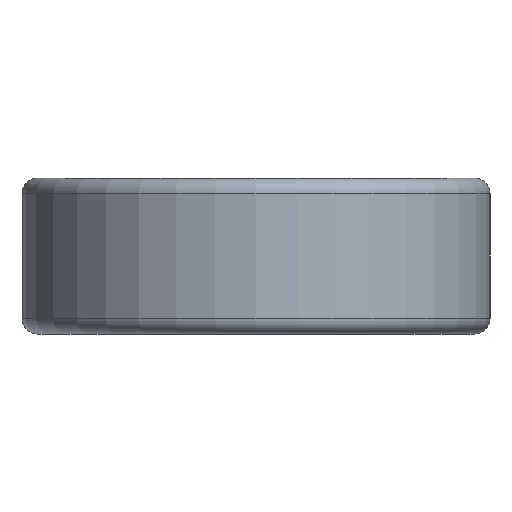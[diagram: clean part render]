
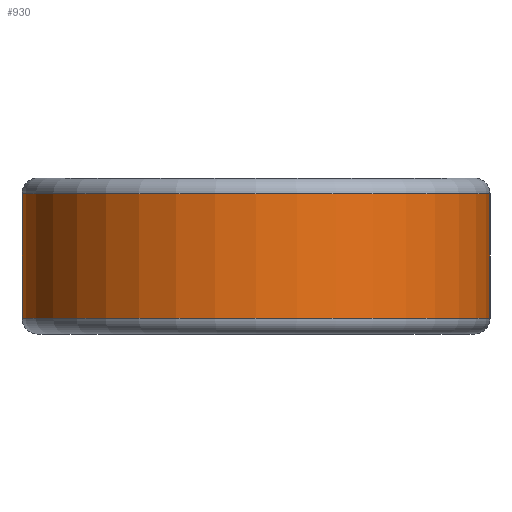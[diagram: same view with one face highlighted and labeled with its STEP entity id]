
A CAD part, front view. The second image highlights one B-rep face of the part: STEP entity #930.
In plain terms, the highlighted cylindrical face has radius 15 mm (diameter 30 mm), a partial arc.
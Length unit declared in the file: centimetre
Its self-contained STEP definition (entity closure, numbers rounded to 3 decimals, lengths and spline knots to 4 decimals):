
#74=LINE('',#1384,#170);
#77=LINE('',#1390,#173);
#170=VECTOR('',#1113,1.);
#173=VECTOR('',#1118,1.);
#264=CYLINDRICAL_SURFACE('',#1005,1.5);
#283=FACE_OUTER_BOUND('',#336,.T.);
#336=EDGE_LOOP('',(#677,#678,#679,#680));
#409=CIRCLE('',#996,1.5);
#414=CIRCLE('',#1006,1.5);
#442=VERTEX_POINT('',#1359);
#445=VERTEX_POINT('',#1364);
#450=VERTEX_POINT('',#1383);
#452=VERTEX_POINT('',#1389);
#528=EDGE_CURVE('',#445,#442,#409,.T.);
#537=EDGE_CURVE('',#442,#450,#74,.T.);
#540=EDGE_CURVE('',#445,#452,#77,.T.);
#541=EDGE_CURVE('',#450,#452,#414,.T.);
#677=ORIENTED_EDGE('',*,*,#528,.F.);
#678=ORIENTED_EDGE('',*,*,#540,.T.);
#679=ORIENTED_EDGE('',*,*,#541,.F.);
#680=ORIENTED_EDGE('',*,*,#537,.F.);
#930=ADVANCED_FACE('',(#283),#264,.T.);
#996=AXIS2_PLACEMENT_3D('',#1366,#1091,#1092);
#1005=AXIS2_PLACEMENT_3D('',#1388,#1116,#1117);
#1006=AXIS2_PLACEMENT_3D('',#1391,#1119,#1120);
#1091=DIRECTION('center_axis',(0.,0.,-1.));
#1092=DIRECTION('ref_axis',(0.,-1.,0.));
#1113=DIRECTION('',(0.,0.,1.));
#1116=DIRECTION('center_axis',(0.,0.,1.));
#1117=DIRECTION('ref_axis',(0.,-1.,0.));
#1118=DIRECTION('',(0.,0.,1.));
#1119=DIRECTION('center_axis',(0.,0.,1.));
#1120=DIRECTION('ref_axis',(0.,-1.,0.));
#1359=CARTESIAN_POINT('',(5.,-1.0562,0.1));
#1364=CARTESIAN_POINT('',(8.,-1.0562,0.1));
#1366=CARTESIAN_POINT('Origin',(6.5,-1.0562,0.1));
#1383=CARTESIAN_POINT('',(5.,-1.0562,0.9));
#1384=CARTESIAN_POINT('',(5.,-1.0562,0.));
#1388=CARTESIAN_POINT('Origin',(6.5,-1.0562,0.));
#1389=CARTESIAN_POINT('',(8.,-1.0562,0.9));
#1390=CARTESIAN_POINT('',(8.,-1.0562,0.));
#1391=CARTESIAN_POINT('Origin',(6.5,-1.0562,0.9));
